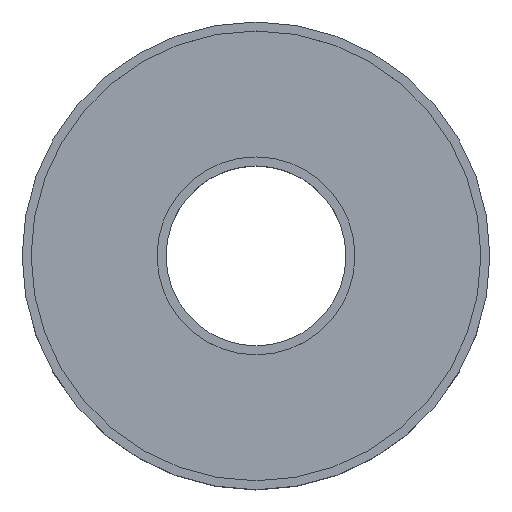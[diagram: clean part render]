
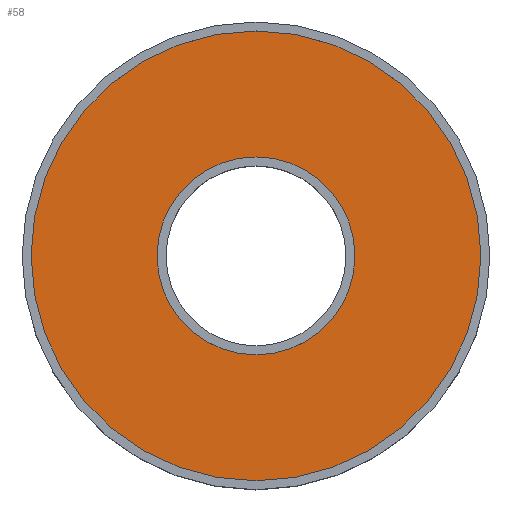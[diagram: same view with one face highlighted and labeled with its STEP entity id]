
A CAD part, top view. The second image highlights one B-rep face of the part: STEP entity #58.
In plain terms, the highlighted planar face has unit normal (0, 0, 1).
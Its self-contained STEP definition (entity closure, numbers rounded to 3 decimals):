
#11 = CARTESIAN_POINT ( 'NONE',  ( 0., 0., 7.5 ) ) ;
#17 = CIRCLE ( 'NONE', #479, 12.5 ) ;
#21 = CARTESIAN_POINT ( 'NONE',  ( 0., 0., 7.5 ) ) ;
#36 = CARTESIAN_POINT ( 'NONE',  ( 12.5, 0., 7.5 ) ) ;
#38 = AXIS2_PLACEMENT_3D ( 'NONE', #408, #132, #60 ) ;
#43 = FACE_OUTER_BOUND ( 'NONE', #554, .T. ) ;
#58 = ADVANCED_FACE ( 'NONE', ( #150, #43 ), #82, .T. ) ;
#60 = DIRECTION ( 'NONE',  ( 1., 0., 0. ) ) ;
#82 = PLANE ( 'NONE',  #313 ) ;
#118 = CIRCLE ( 'NONE', #267, 12.5 ) ;
#121 = EDGE_LOOP ( 'NONE', ( #164, #342 ) ) ;
#132 = DIRECTION ( 'NONE',  ( 0., 0., 1. ) ) ;
#143 = CARTESIAN_POINT ( 'NONE',  ( -12.5, 0., 7.5 ) ) ;
#150 = FACE_BOUND ( 'NONE', #121, .T. ) ;
#152 = DIRECTION ( 'NONE',  ( 0., 0., 1. ) ) ;
#162 = VERTEX_POINT ( 'NONE', #143 ) ;
#164 = ORIENTED_EDGE ( 'NONE', *, *, #253, .F. ) ;
#193 = EDGE_CURVE ( 'NONE', #162, #430, #118, .T. ) ;
#237 = EDGE_CURVE ( 'NONE', #430, #162, #17, .T. ) ;
#253 = EDGE_CURVE ( 'NONE', #364, #426, #282, .T. ) ;
#267 = AXIS2_PLACEMENT_3D ( 'NONE', #11, #370, #315 ) ;
#282 = CIRCLE ( 'NONE', #38, 5.5 ) ;
#288 = AXIS2_PLACEMENT_3D ( 'NONE', #500, #152, #465 ) ;
#313 = AXIS2_PLACEMENT_3D ( 'NONE', #21, #522, #347 ) ;
#315 = DIRECTION ( 'NONE',  ( 1., 0., 0. ) ) ;
#317 = CARTESIAN_POINT ( 'NONE',  ( 0., 0., 7.5 ) ) ;
#330 = CARTESIAN_POINT ( 'NONE',  ( 5.5, 0., 7.5 ) ) ;
#342 = ORIENTED_EDGE ( 'NONE', *, *, #345, .F. ) ;
#345 = EDGE_CURVE ( 'NONE', #426, #364, #351, .T. ) ;
#347 = DIRECTION ( 'NONE',  ( 1., 0., 0. ) ) ;
#351 = CIRCLE ( 'NONE', #288, 5.5 ) ;
#355 = ORIENTED_EDGE ( 'NONE', *, *, #193, .T. ) ;
#364 = VERTEX_POINT ( 'NONE', #330 ) ;
#370 = DIRECTION ( 'NONE',  ( 0., 0., 1. ) ) ;
#374 = CARTESIAN_POINT ( 'NONE',  ( -5.5, 0., 7.5 ) ) ;
#386 = ORIENTED_EDGE ( 'NONE', *, *, #237, .T. ) ;
#405 = DIRECTION ( 'NONE',  ( 0., 0., 1. ) ) ;
#408 = CARTESIAN_POINT ( 'NONE',  ( 0., 0., 7.5 ) ) ;
#426 = VERTEX_POINT ( 'NONE', #374 ) ;
#430 = VERTEX_POINT ( 'NONE', #36 ) ;
#465 = DIRECTION ( 'NONE',  ( 1., 0., 0. ) ) ;
#479 = AXIS2_PLACEMENT_3D ( 'NONE', #317, #405, #536 ) ;
#500 = CARTESIAN_POINT ( 'NONE',  ( 0., 0., 7.5 ) ) ;
#522 = DIRECTION ( 'NONE',  ( 0., 0., 1. ) ) ;
#536 = DIRECTION ( 'NONE',  ( 1., 0., 0. ) ) ;
#554 = EDGE_LOOP ( 'NONE', ( #386, #355 ) ) ;
